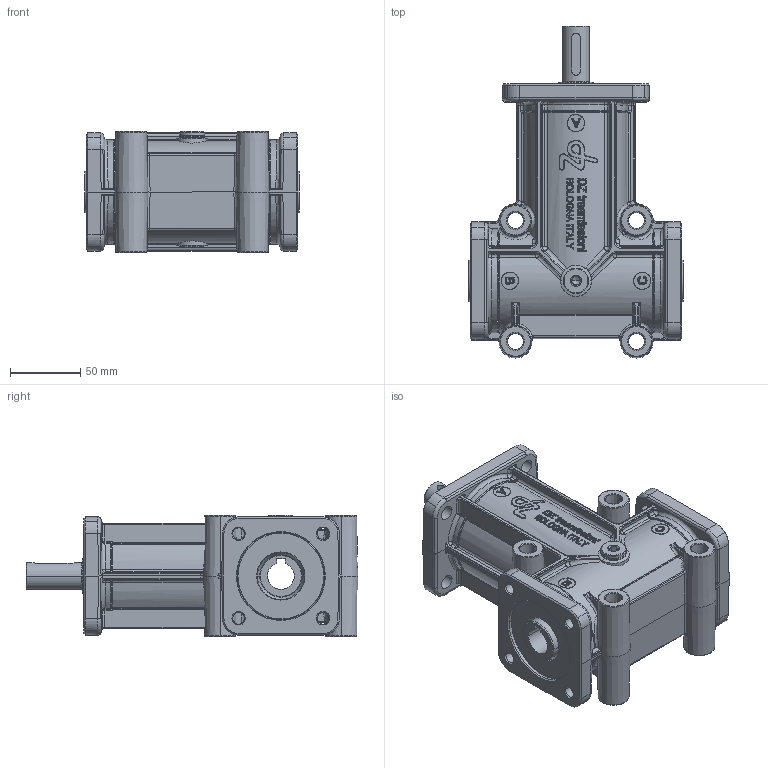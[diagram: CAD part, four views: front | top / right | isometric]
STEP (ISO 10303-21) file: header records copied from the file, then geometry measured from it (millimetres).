
FILE_DESCRIPTION(('STEP AP214'),'1');
FILE_NAME('.stp','2017-07-05T12:23:41',('TraceParts'),('TraceParts S.A.'),'Spatial InterOp 3D',' ',' ');
FILE_SCHEMA(('automotive_design'));
Length unit declared in the file: millimetre
Products named in the file (1): zp_315_–_4p3v_–
Bounding box: 152 x 235.75 x 86 mm (x, y, z)
Volume: 1306158.4 mm3; surface area: 150390.7 mm2
Topology: 1 solids, 1 shells, 2965 faces, 7568 edges, 4523 vertices
Faces by surface type: bspline 1233, cylinder 1051, plane 370, cone 124, torus 123, sphere 64
Entity records: 193353 total; most frequent: CARTESIAN_POINT 105358, ORIENTED_EDGE 14860, DIRECTION 11460, EDGE_CURVE 7430, AXIS2_PLACEMENT_3D 4723, VERTEX_POINT 4527, EDGE_LOOP 3059, STYLED_ITEM 2966
